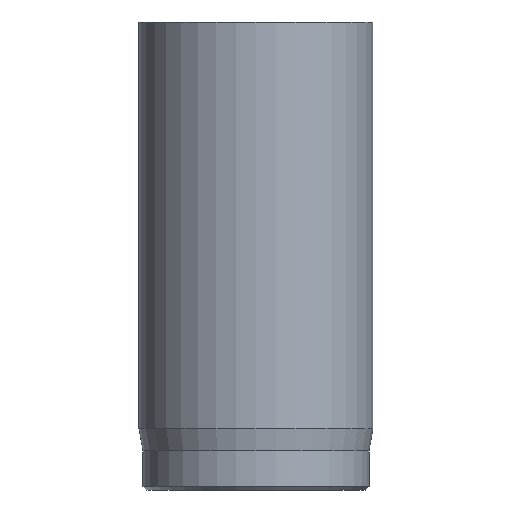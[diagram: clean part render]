
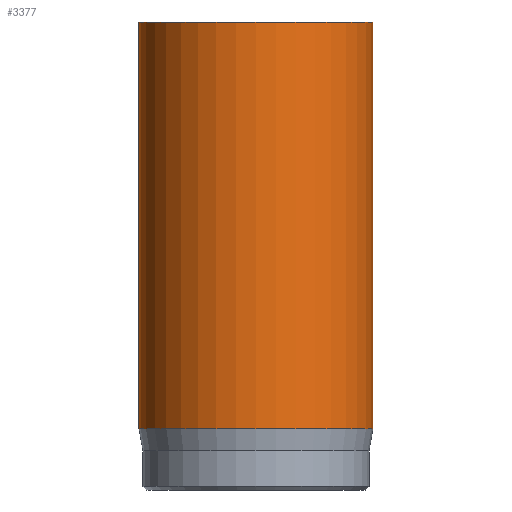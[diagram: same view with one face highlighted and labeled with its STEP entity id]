
A CAD part, front view. The second image highlights one B-rep face of the part: STEP entity #3377.
In plain terms, the highlighted cylindrical face has radius 3 mm (diameter 6 mm), a full revolution.
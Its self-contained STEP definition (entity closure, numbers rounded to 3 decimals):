
#31=CYLINDRICAL_SURFACE('',#3557,3.);
#45=CIRCLE('',#3532,3.);
#56=CIRCLE('',#3555,3.);
#57=CIRCLE('',#3556,3.);
#261=FACE_OUTER_BOUND('',#467,.T.);
#467=EDGE_LOOP('',(#2760,#2761,#2762,#2763,#2764));
#678=LINE('',#5946,#904);
#904=VECTOR('',#3841,3.);
#1460=VERTEX_POINT('',#5899);
#1472=VERTEX_POINT('',#5940);
#1473=VERTEX_POINT('',#5941);
#1905=EDGE_CURVE('',#1460,#1460,#45,.T.);
#1922=EDGE_CURVE('',#1472,#1473,#56,.T.);
#1923=EDGE_CURVE('',#1473,#1472,#57,.T.);
#1925=EDGE_CURVE('',#1460,#1472,#678,.T.);
#2760=ORIENTED_EDGE('',*,*,#1905,.T.);
#2761=ORIENTED_EDGE('',*,*,#1925,.T.);
#2762=ORIENTED_EDGE('',*,*,#1922,.T.);
#2763=ORIENTED_EDGE('',*,*,#1923,.T.);
#2764=ORIENTED_EDGE('',*,*,#1925,.F.);
#3377=ADVANCED_FACE('',(#261),#31,.T.);
#3532=AXIS2_PLACEMENT_3D('',#5900,#3782,#3783);
#3555=AXIS2_PLACEMENT_3D('',#5942,#3834,#3835);
#3556=AXIS2_PLACEMENT_3D('',#5943,#3836,#3837);
#3557=AXIS2_PLACEMENT_3D('',#5945,#3839,#3840);
#3782=DIRECTION('center_axis',(0.,0.,-1.));
#3783=DIRECTION('ref_axis',(-1.,0.,0.));
#3834=DIRECTION('center_axis',(0.,0.,1.));
#3835=DIRECTION('ref_axis',(-1.,0.,0.));
#3836=DIRECTION('center_axis',(0.,0.,1.));
#3837=DIRECTION('ref_axis',(-1.,0.,0.));
#3839=DIRECTION('center_axis',(0.,0.,1.));
#3840=DIRECTION('ref_axis',(-1.,0.,0.));
#3841=DIRECTION('',(0.,0.,-1.));
#5899=CARTESIAN_POINT('',(3.,0.,12.));
#5900=CARTESIAN_POINT('Origin',(0.,0.,12.));
#5940=CARTESIAN_POINT('',(3.,0.,1.567));
#5941=CARTESIAN_POINT('',(-3.,0.,1.567));
#5942=CARTESIAN_POINT('Origin',(0.,0.,1.567));
#5943=CARTESIAN_POINT('Origin',(0.,0.,1.567));
#5945=CARTESIAN_POINT('Origin',(0.,0.,0.));
#5946=CARTESIAN_POINT('',(3.,0.,0.));
